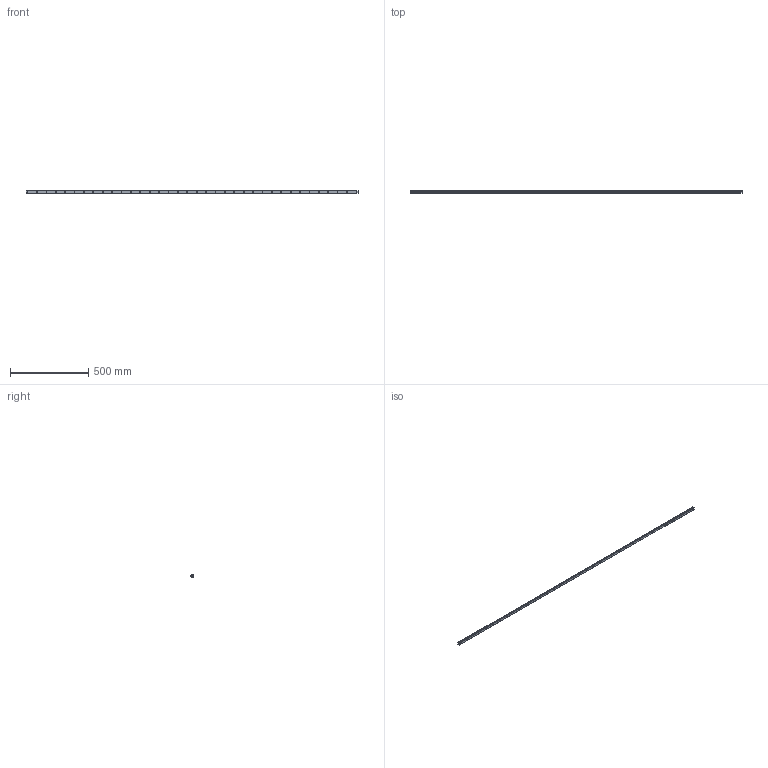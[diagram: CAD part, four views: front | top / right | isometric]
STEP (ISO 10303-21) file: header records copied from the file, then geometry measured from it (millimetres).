
FILE_DESCRIPTION (( 'STEP AP214' ), '1' );
FILE_NAME ('SHS15 2120L G10.STEP', '2021-06-11T09:45:53', ( '' ), ( '' ), 'SwSTEP 2.0', 'SolidWorks 2021', '' );
FILE_SCHEMA (( 'AUTOMOTIVE_DESIGN' ));
Length unit declared in the file: millimetre
Products named in the file (2): _SHS15C212010 Track; SHS15 2120L G10
Assembly tree (1 placements, depth 2):
  SHS15 2120L G10
    _SHS15C212010 Track
Bounding box: 2120 x 13 x 15 mm (x, y, z)
Volume: 342610.2 mm3; surface area: 127587.5 mm2
Topology: 1 solids, 1 shells, 225 faces, 561 edges, 374 vertices
Faces by surface type: cylinder 167, plane 58
Entity records: 7099 total; most frequent: DIRECTION 1353, CARTESIAN_POINT 1164, ORIENTED_EDGE 1122, AXIS2_PLACEMENT_3D 563, EDGE_CURVE 561, VERTEX_POINT 374, CIRCLE 334, EDGE_LOOP 333
